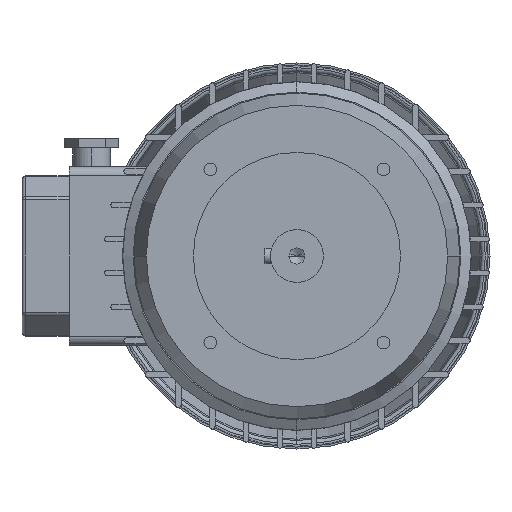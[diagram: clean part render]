
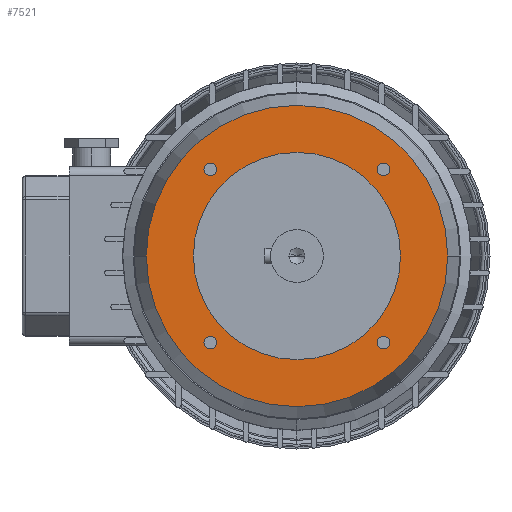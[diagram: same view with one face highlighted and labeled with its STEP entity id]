
A CAD part, left-side view. The second image highlights one B-rep face of the part: STEP entity #7521.
In plain terms, the highlighted face is planar.
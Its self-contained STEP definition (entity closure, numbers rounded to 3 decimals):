
#7272 = EDGE_CURVE ( 'NONE', #7339, #7340, #13567, .T. ) ;
#7288 = EDGE_CURVE ( 'NONE', #7291, #7290, #13602, .T. ) ;
#7290 = VERTEX_POINT ( 'NONE', #13597 ) ;
#7291 = VERTEX_POINT ( 'NONE', #13596 ) ;
#7338 = EDGE_CURVE ( 'NONE', #7340, #7339, #13708, .T. ) ;
#7339 = VERTEX_POINT ( 'NONE', #13704 ) ;
#7340 = VERTEX_POINT ( 'NONE', #13703 ) ;
#7516 = ORIENTED_EDGE ( 'NONE', *, *, #7548, .T. ) ;
#7517 = ORIENTED_EDGE ( 'NONE', *, *, #11710, .T. ) ;
#7518 = EDGE_LOOP ( 'NONE', ( #7517, #7516 ) ) ;
#7519 = ORIENTED_EDGE ( 'NONE', *, *, #15044, .T. ) ;
#7521 = ADVANCED_FACE ( 'NONE', ( #13942, #13941, #13940, #13939, #13938, #13937 ), #13936, .F. ) ;
#7522 = ORIENTED_EDGE ( 'NONE', *, *, #7288, .T. ) ;
#7523 = EDGE_CURVE ( 'NONE', #7290, #7291, #13930, .T. ) ;
#7524 = ORIENTED_EDGE ( 'NONE', *, *, #7523, .T. ) ;
#7525 = ORIENTED_EDGE ( 'NONE', *, *, #7338, .F. ) ;
#7526 = ORIENTED_EDGE ( 'NONE', *, *, #7272, .F. ) ;
#7527 = EDGE_LOOP ( 'NONE', ( #7524, #7522 ) ) ;
#7528 = EDGE_LOOP ( 'NONE', ( #7525, #7526 ) ) ;
#7529 = EDGE_CURVE ( 'NONE', #15043, #15041, #13926, .T. ) ;
#7530 = ORIENTED_EDGE ( 'NONE', *, *, #7529, .T. ) ;
#7532 = EDGE_LOOP ( 'NONE', ( #7519, #7530 ) ) ;
#7535 = ORIENTED_EDGE ( 'NONE', *, *, #7537, .T. ) ;
#7537 = EDGE_CURVE ( 'NONE', #13678, #12023, #13921, .T. ) ;
#7540 = ORIENTED_EDGE ( 'NONE', *, *, #15052, .T. ) ;
#7541 = ORIENTED_EDGE ( 'NONE', *, *, #7542, .T. ) ;
#7542 = EDGE_CURVE ( 'NONE', #11613, #11620, #13916, .T. ) ;
#7543 = EDGE_LOOP ( 'NONE', ( #7544, #7541 ) ) ;
#7544 = ORIENTED_EDGE ( 'NONE', *, *, #11585, .T. ) ;
#7547 = EDGE_LOOP ( 'NONE', ( #7540, #7535 ) ) ;
#7548 = EDGE_CURVE ( 'NONE', #11603, #11663, #13977, .T. ) ;
#11585 = EDGE_CURVE ( 'NONE', #11620, #11613, #14653, .T. ) ;
#11603 = VERTEX_POINT ( 'NONE', #14647 ) ;
#11613 = VERTEX_POINT ( 'NONE', #14642 ) ;
#11620 = VERTEX_POINT ( 'NONE', #14637 ) ;
#11663 = VERTEX_POINT ( 'NONE', #14627 ) ;
#11710 = EDGE_CURVE ( 'NONE', #11663, #11603, #14658, .T. ) ;
#12023 = VERTEX_POINT ( 'NONE', #14702 ) ;
#13563 = DIRECTION ( 'NONE',  ( 0., 0., 1. ) ) ;
#13564 = DIRECTION ( 'NONE',  ( 0., 1., 0. ) ) ;
#13565 = CARTESIAN_POINT ( 'NONE',  ( 0., 19.5, 0. ) ) ;
#13566 = AXIS2_PLACEMENT_3D ( 'NONE', #13565, #13564, #13563 ) ;
#13567 = CIRCLE ( 'NONE', #13566, 55. ) ;
#13596 = CARTESIAN_POINT ( 'NONE',  ( 0., 19.5, 80. ) ) ;
#13597 = CARTESIAN_POINT ( 'NONE',  ( 0., 19.5, -80. ) ) ;
#13598 = DIRECTION ( 'NONE',  ( 0., 0., 1. ) ) ;
#13599 = DIRECTION ( 'NONE',  ( 0., 1., 0. ) ) ;
#13600 = CARTESIAN_POINT ( 'NONE',  ( 0., 19.5, 0. ) ) ;
#13601 = AXIS2_PLACEMENT_3D ( 'NONE', #13600, #13599, #13598 ) ;
#13602 = CIRCLE ( 'NONE', #13601, 80. ) ;
#13678 = VERTEX_POINT ( 'NONE', #14701 ) ;
#13703 = CARTESIAN_POINT ( 'NONE',  ( 0., 19.5, 55. ) ) ;
#13704 = CARTESIAN_POINT ( 'NONE',  ( 0., 19.5, -55. ) ) ;
#13705 = DIRECTION ( 'NONE',  ( 0., 0., 1. ) ) ;
#13706 = DIRECTION ( 'NONE',  ( 0., 1., 0. ) ) ;
#13707 = AXIS2_PLACEMENT_3D ( 'NONE', #13711, #13706, #13705 ) ;
#13708 = CIRCLE ( 'NONE', #13707, 55. ) ;
#13711 = CARTESIAN_POINT ( 'NONE',  ( 0., 19.5, 0. ) ) ;
#13916 = CIRCLE ( 'NONE', #13981, 3.4 ) ;
#13917 = DIRECTION ( 'NONE',  ( 0., 0., -1. ) ) ;
#13918 = DIRECTION ( 'NONE',  ( 0., -1., 0. ) ) ;
#13919 = CARTESIAN_POINT ( 'NONE',  ( -45.962, 19.5, 45.962 ) ) ;
#13920 = AXIS2_PLACEMENT_3D ( 'NONE', #13919, #13918, #13917 ) ;
#13921 = CIRCLE ( 'NONE', #13920, 3.4 ) ;
#13922 = DIRECTION ( 'NONE',  ( 0., 0., -1. ) ) ;
#13923 = DIRECTION ( 'NONE',  ( 0., -1., 0. ) ) ;
#13924 = CARTESIAN_POINT ( 'NONE',  ( 45.962, 19.5, 45.962 ) ) ;
#13925 = AXIS2_PLACEMENT_3D ( 'NONE', #13924, #13923, #13922 ) ;
#13926 = CIRCLE ( 'NONE', #13925, 3.4 ) ;
#13927 = DIRECTION ( 'NONE',  ( 0., 0., 1. ) ) ;
#13928 = DIRECTION ( 'NONE',  ( 0., 1., 0. ) ) ;
#13929 = AXIS2_PLACEMENT_3D ( 'NONE', #13934, #13928, #13927 ) ;
#13930 = CIRCLE ( 'NONE', #13929, 80. ) ;
#13931 = DIRECTION ( 'NONE',  ( 0., 0., -1. ) ) ;
#13932 = DIRECTION ( 'NONE',  ( 0., -1., 0. ) ) ;
#13933 = CARTESIAN_POINT ( 'NONE',  ( 0., 19.5, -55. ) ) ;
#13934 = CARTESIAN_POINT ( 'NONE',  ( 0., 19.5, 0. ) ) ;
#13935 = AXIS2_PLACEMENT_3D ( 'NONE', #13933, #13932, #13931 ) ;
#13936 = PLANE ( 'NONE',  #13935 ) ;
#13937 = FACE_OUTER_BOUND ( 'NONE', #7527, .T. ) ;
#13938 = FACE_BOUND ( 'NONE', #7528, .T. ) ;
#13939 = FACE_BOUND ( 'NONE', #7532, .T. ) ;
#13940 = FACE_BOUND ( 'NONE', #7547, .T. ) ;
#13941 = FACE_BOUND ( 'NONE', #7543, .T. ) ;
#13942 = FACE_BOUND ( 'NONE', #7518, .T. ) ;
#13973 = DIRECTION ( 'NONE',  ( 0., 0., -1. ) ) ;
#13974 = DIRECTION ( 'NONE',  ( 0., -1., 0. ) ) ;
#13975 = CARTESIAN_POINT ( 'NONE',  ( 45.962, 19.5, -45.962 ) ) ;
#13976 = AXIS2_PLACEMENT_3D ( 'NONE', #13975, #13974, #13973 ) ;
#13977 = CIRCLE ( 'NONE', #13976, 3.4 ) ;
#13978 = DIRECTION ( 'NONE',  ( 0., 0., -1. ) ) ;
#13979 = DIRECTION ( 'NONE',  ( 0., -1., 0. ) ) ;
#13980 = CARTESIAN_POINT ( 'NONE',  ( -45.962, 19.5, -45.962 ) ) ;
#13981 = AXIS2_PLACEMENT_3D ( 'NONE', #13980, #13979, #13978 ) ;
#14627 = CARTESIAN_POINT ( 'NONE',  ( 45.962, 19.5, -42.562 ) ) ;
#14637 = CARTESIAN_POINT ( 'NONE',  ( -45.962, 19.5, -42.562 ) ) ;
#14642 = CARTESIAN_POINT ( 'NONE',  ( -45.962, 19.5, -49.362 ) ) ;
#14647 = CARTESIAN_POINT ( 'NONE',  ( 45.962, 19.5, -49.362 ) ) ;
#14649 = DIRECTION ( 'NONE',  ( 0., 0., -1. ) ) ;
#14650 = DIRECTION ( 'NONE',  ( 0., -1., 0. ) ) ;
#14651 = CARTESIAN_POINT ( 'NONE',  ( -45.962, 19.5, -45.962 ) ) ;
#14652 = AXIS2_PLACEMENT_3D ( 'NONE', #14651, #14650, #14649 ) ;
#14653 = CIRCLE ( 'NONE', #14652, 3.4 ) ;
#14654 = DIRECTION ( 'NONE',  ( 0., 0., -1. ) ) ;
#14655 = DIRECTION ( 'NONE',  ( 0., -1., 0. ) ) ;
#14656 = CARTESIAN_POINT ( 'NONE',  ( 45.962, 19.5, -45.962 ) ) ;
#14657 = AXIS2_PLACEMENT_3D ( 'NONE', #14656, #14655, #14654 ) ;
#14658 = CIRCLE ( 'NONE', #14657, 3.4 ) ;
#14701 = CARTESIAN_POINT ( 'NONE',  ( -45.962, 19.5, 42.562 ) ) ;
#14702 = CARTESIAN_POINT ( 'NONE',  ( -45.962, 19.5, 49.362 ) ) ;
#14732 = CARTESIAN_POINT ( 'NONE',  ( -45.962, 19.5, 45.962 ) ) ;
#14743 = DIRECTION ( 'NONE',  ( 0., 0., -1. ) ) ;
#14744 = DIRECTION ( 'NONE',  ( 0., -1., 0. ) ) ;
#14745 = CARTESIAN_POINT ( 'NONE',  ( 45.962, 19.5, 45.962 ) ) ;
#14746 = AXIS2_PLACEMENT_3D ( 'NONE', #14745, #14744, #14743 ) ;
#14747 = CIRCLE ( 'NONE', #14746, 3.4 ) ;
#14748 = CARTESIAN_POINT ( 'NONE',  ( 45.962, 19.5, 42.562 ) ) ;
#14749 = CARTESIAN_POINT ( 'NONE',  ( 45.962, 19.5, 49.362 ) ) ;
#14785 = DIRECTION ( 'NONE',  ( 0., 0., -1. ) ) ;
#14786 = DIRECTION ( 'NONE',  ( 0., -1., 0. ) ) ;
#14787 = AXIS2_PLACEMENT_3D ( 'NONE', #14732, #14786, #14785 ) ;
#14788 = CIRCLE ( 'NONE', #14787, 3.4 ) ;
#15041 = VERTEX_POINT ( 'NONE', #14749 ) ;
#15043 = VERTEX_POINT ( 'NONE', #14748 ) ;
#15044 = EDGE_CURVE ( 'NONE', #15041, #15043, #14747, .T. ) ;
#15052 = EDGE_CURVE ( 'NONE', #12023, #13678, #14788, .T. ) ;
